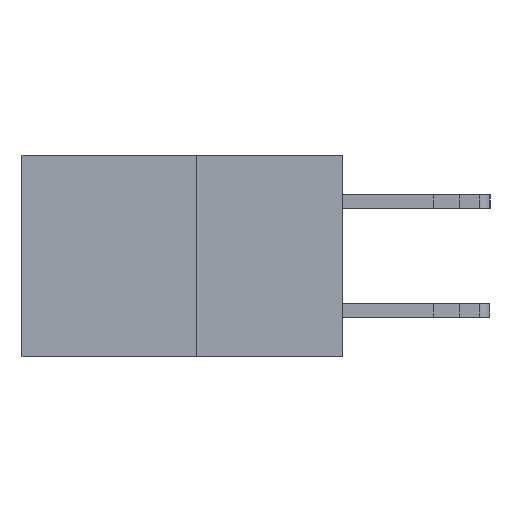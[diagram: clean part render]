
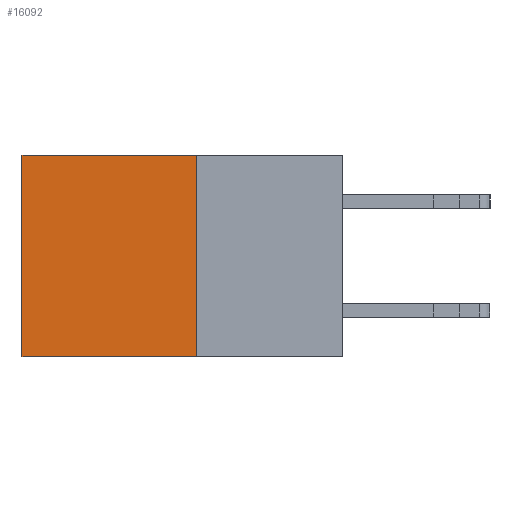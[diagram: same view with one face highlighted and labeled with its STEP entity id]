
A CAD part, left-side view. The second image highlights one B-rep face of the part: STEP entity #16092.
In plain terms, the highlighted planar face has unit normal (-1, 0, 0).
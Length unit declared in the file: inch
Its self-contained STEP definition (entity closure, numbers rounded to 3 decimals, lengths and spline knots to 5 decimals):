
#239 = FACE_OUTER_BOUND ( 'NONE', #18930, .T. ) ;
#646 = VERTEX_POINT ( 'NONE', #2200 ) ;
#1969 = DIRECTION ( 'NONE',  ( 0., 0., -1. ) ) ;
#2200 = CARTESIAN_POINT ( 'NONE',  ( 0.277, 0.27, -0.37 ) ) ;
#2847 = AXIS2_PLACEMENT_3D ( 'NONE', #13690, #15494, #5036 ) ;
#3158 = VERTEX_POINT ( 'NONE', #10572 ) ;
#3278 = PLANE ( 'NONE',  #2847 ) ;
#3422 = LINE ( 'NONE', #20463, #22617 ) ;
#5036 = DIRECTION ( 'NONE',  ( 0., 0., -1. ) ) ;
#6248 = LINE ( 'NONE', #6584, #10294 ) ;
#6584 = CARTESIAN_POINT ( 'NONE',  ( 0.277, 0.27, 0. ) ) ;
#7180 = LINE ( 'NONE', #19280, #15989 ) ;
#8888 = CARTESIAN_POINT ( 'NONE',  ( 0.277, 0.27, -0.37 ) ) ;
#9358 = VERTEX_POINT ( 'NONE', #16281 ) ;
#9821 = DIRECTION ( 'NONE',  ( 0., 1., 0. ) ) ;
#10294 = VECTOR ( 'NONE', #22496, 39.37008 ) ;
#10319 = EDGE_CURVE ( 'NONE', #3158, #15049, #6248, .T. ) ;
#10532 = EDGE_CURVE ( 'NONE', #3158, #646, #16386, .T. ) ;
#10572 = CARTESIAN_POINT ( 'NONE',  ( 0.277, 0.27, 0. ) ) ;
#12257 = ORIENTED_EDGE ( 'NONE', *, *, #10319, .T. ) ;
#12771 = CARTESIAN_POINT ( 'NONE',  ( 0.277, 0.59, 0. ) ) ;
#13690 = CARTESIAN_POINT ( 'NONE',  ( 0.277, 0.27, -0.37 ) ) ;
#13864 = EDGE_CURVE ( 'NONE', #646, #9358, #3422, .T. ) ;
#14133 = EDGE_CURVE ( 'NONE', #15049, #9358, #7180, .T. ) ;
#15049 = VERTEX_POINT ( 'NONE', #12771 ) ;
#15494 = DIRECTION ( 'NONE',  ( 1., 0., 0. ) ) ;
#15989 = VECTOR ( 'NONE', #17581, 39.37008 ) ;
#16092 = ADVANCED_FACE ( 'NONE', ( #239 ), #3278, .F. ) ;
#16281 = CARTESIAN_POINT ( 'NONE',  ( 0.277, 0.59, -0.37 ) ) ;
#16386 = LINE ( 'NONE', #8888, #20021 ) ;
#17581 = DIRECTION ( 'NONE',  ( 0., 0., -1. ) ) ;
#18930 = EDGE_LOOP ( 'NONE', ( #20613, #21698, #21157, #12257 ) ) ;
#19280 = CARTESIAN_POINT ( 'NONE',  ( 0.277, 0.59, -0.37 ) ) ;
#20021 = VECTOR ( 'NONE', #1969, 39.37008 ) ;
#20463 = CARTESIAN_POINT ( 'NONE',  ( 0.277, 0.27, -0.37 ) ) ;
#20613 = ORIENTED_EDGE ( 'NONE', *, *, #14133, .T. ) ;
#21157 = ORIENTED_EDGE ( 'NONE', *, *, #10532, .F. ) ;
#21698 = ORIENTED_EDGE ( 'NONE', *, *, #13864, .F. ) ;
#22496 = DIRECTION ( 'NONE',  ( 0., 1., 0. ) ) ;
#22617 = VECTOR ( 'NONE', #9821, 39.37008 ) ;
